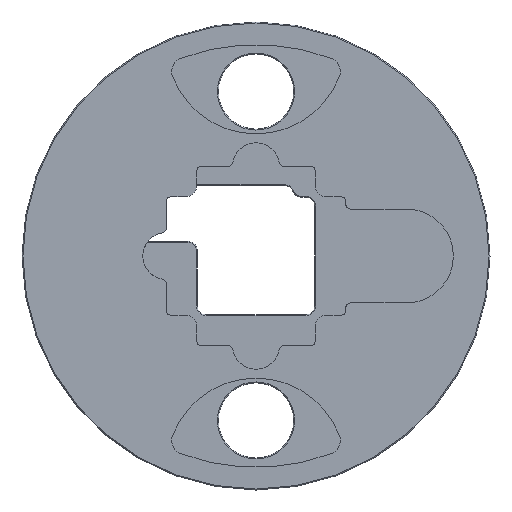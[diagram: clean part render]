
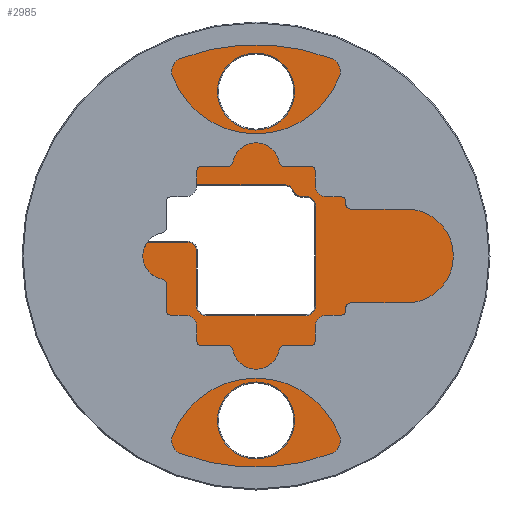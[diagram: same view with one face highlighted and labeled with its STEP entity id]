
A CAD part, front view. The second image highlights one B-rep face of the part: STEP entity #2985.
In plain terms, the highlighted planar face has unit normal (0, -1, 0).
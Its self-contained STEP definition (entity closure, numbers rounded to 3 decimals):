
#28=FACE_BOUND('',#447,.T.);
#29=FACE_BOUND('',#448,.T.);
#30=FACE_BOUND('',#449,.T.);
#31=FACE_BOUND('',#450,.T.);
#66=PLANE('',#3291);
#271=FACE_OUTER_BOUND('',#446,.T.);
#446=EDGE_LOOP('',(#2484));
#447=EDGE_LOOP('',(#2485));
#448=EDGE_LOOP('',(#2486,#2487,#2488,#2489,#2490,#2491,#2492,#2493,#2494,
#2495,#2496,#2497,#2498,#2499,#2500));
#449=EDGE_LOOP('',(#2501));
#450=EDGE_LOOP('',(#2502));
#648=CIRCLE('',#3289,7.2);
#650=CIRCLE('',#3292,46.7);
#651=CIRCLE('',#3293,8.2);
#652=CIRCLE('',#3294,1.2);
#653=CIRCLE('',#3295,1.2);
#654=CIRCLE('',#3296,2.2);
#655=CIRCLE('',#3297,1.8);
#656=CIRCLE('',#3298,2.2);
#657=CIRCLE('',#3299,2.2);
#658=CIRCLE('',#3300,2.2);
#659=CIRCLE('',#3301,1.8);
#660=CIRCLE('',#3302,8.2);
#875=LINE('',#4985,#1116);
#876=LINE('',#4989,#1117);
#877=LINE('',#4993,#1118);
#878=LINE('',#4999,#1119);
#879=LINE('',#5003,#1120);
#880=LINE('',#5007,#1121);
#881=LINE('',#5011,#1122);
#1116=VECTOR('',#4034,10.);
#1117=VECTOR('',#4037,10.);
#1118=VECTOR('',#4040,10.);
#1119=VECTOR('',#4045,10.);
#1120=VECTOR('',#4048,10.);
#1121=VECTOR('',#4051,10.);
#1122=VECTOR('',#4054,10.);
#1388=VERTEX_POINT('',#4973);
#1390=VERTEX_POINT('',#4979);
#1391=VERTEX_POINT('',#4981);
#1392=VERTEX_POINT('',#4983);
#1393=VERTEX_POINT('',#4984);
#1394=VERTEX_POINT('',#4986);
#1395=VERTEX_POINT('',#4988);
#1396=VERTEX_POINT('',#4990);
#1397=VERTEX_POINT('',#4992);
#1398=VERTEX_POINT('',#4994);
#1399=VERTEX_POINT('',#4996);
#1400=VERTEX_POINT('',#4998);
#1401=VERTEX_POINT('',#5000);
#1402=VERTEX_POINT('',#5002);
#1403=VERTEX_POINT('',#5004);
#1404=VERTEX_POINT('',#5006);
#1405=VERTEX_POINT('',#5008);
#1406=VERTEX_POINT('',#5010);
#1407=VERTEX_POINT('',#5013);
#1769=EDGE_CURVE('',#1388,#1388,#648,.T.);
#1772=EDGE_CURVE('',#1390,#1390,#650,.T.);
#1773=EDGE_CURVE('',#1391,#1391,#651,.T.);
#1774=EDGE_CURVE('',#1392,#1393,#875,.T.);
#1775=EDGE_CURVE('',#1394,#1392,#652,.T.);
#1776=EDGE_CURVE('',#1395,#1394,#876,.T.);
#1777=EDGE_CURVE('',#1396,#1395,#653,.T.);
#1778=EDGE_CURVE('',#1397,#1396,#877,.T.);
#1779=EDGE_CURVE('',#1398,#1397,#654,.T.);
#1780=EDGE_CURVE('',#1399,#1398,#655,.T.);
#1781=EDGE_CURVE('',#1400,#1399,#878,.T.);
#1782=EDGE_CURVE('',#1401,#1400,#656,.T.);
#1783=EDGE_CURVE('',#1402,#1401,#879,.T.);
#1784=EDGE_CURVE('',#1403,#1402,#657,.T.);
#1785=EDGE_CURVE('',#1404,#1403,#880,.T.);
#1786=EDGE_CURVE('',#1405,#1404,#658,.T.);
#1787=EDGE_CURVE('',#1406,#1405,#881,.T.);
#1788=EDGE_CURVE('',#1393,#1406,#659,.T.);
#1789=EDGE_CURVE('',#1407,#1407,#660,.T.);
#2484=ORIENTED_EDGE('',*,*,#1772,.F.);
#2485=ORIENTED_EDGE('',*,*,#1773,.F.);
#2486=ORIENTED_EDGE('',*,*,#1774,.F.);
#2487=ORIENTED_EDGE('',*,*,#1775,.F.);
#2488=ORIENTED_EDGE('',*,*,#1776,.F.);
#2489=ORIENTED_EDGE('',*,*,#1777,.F.);
#2490=ORIENTED_EDGE('',*,*,#1778,.F.);
#2491=ORIENTED_EDGE('',*,*,#1779,.F.);
#2492=ORIENTED_EDGE('',*,*,#1780,.F.);
#2493=ORIENTED_EDGE('',*,*,#1781,.F.);
#2494=ORIENTED_EDGE('',*,*,#1782,.F.);
#2495=ORIENTED_EDGE('',*,*,#1783,.F.);
#2496=ORIENTED_EDGE('',*,*,#1784,.F.);
#2497=ORIENTED_EDGE('',*,*,#1785,.F.);
#2498=ORIENTED_EDGE('',*,*,#1786,.F.);
#2499=ORIENTED_EDGE('',*,*,#1787,.F.);
#2500=ORIENTED_EDGE('',*,*,#1788,.F.);
#2501=ORIENTED_EDGE('',*,*,#1789,.F.);
#2502=ORIENTED_EDGE('',*,*,#1769,.F.);
#2985=ADVANCED_FACE('',(#271,#28,#29,#30,#31),#66,.F.);
#3289=AXIS2_PLACEMENT_3D('',#4974,#4023,#4024);
#3291=AXIS2_PLACEMENT_3D('',#4978,#4028,#4029);
#3292=AXIS2_PLACEMENT_3D('',#4980,#4030,#4031);
#3293=AXIS2_PLACEMENT_3D('',#4982,#4032,#4033);
#3294=AXIS2_PLACEMENT_3D('',#4987,#4035,#4036);
#3295=AXIS2_PLACEMENT_3D('',#4991,#4038,#4039);
#3296=AXIS2_PLACEMENT_3D('',#4995,#4041,#4042);
#3297=AXIS2_PLACEMENT_3D('',#4997,#4043,#4044);
#3298=AXIS2_PLACEMENT_3D('',#5001,#4046,#4047);
#3299=AXIS2_PLACEMENT_3D('',#5005,#4049,#4050);
#3300=AXIS2_PLACEMENT_3D('',#5009,#4052,#4053);
#3301=AXIS2_PLACEMENT_3D('',#5012,#4055,#4056);
#3302=AXIS2_PLACEMENT_3D('',#5014,#4057,#4058);
#4023=DIRECTION('center_axis',(0.,-1.,0.));
#4024=DIRECTION('ref_axis',(-1.,0.,0.));
#4028=DIRECTION('center_axis',(0.,1.,0.));
#4029=DIRECTION('ref_axis',(-1.,0.,0.));
#4030=DIRECTION('center_axis',(0.,1.,0.));
#4031=DIRECTION('ref_axis',(-1.,0.,0.));
#4032=DIRECTION('center_axis',(0.,-1.,0.));
#4033=DIRECTION('ref_axis',(-1.,0.,0.));
#4034=DIRECTION('',(1.,0.,0.));
#4035=DIRECTION('center_axis',(0.,-1.,0.));
#4036=DIRECTION('ref_axis',(-0.707,0.,-0.707));
#4037=DIRECTION('',(0.,0.,-1.));
#4038=DIRECTION('center_axis',(0.,-1.,0.));
#4039=DIRECTION('ref_axis',(-0.707,0.,0.707));
#4040=DIRECTION('',(-1.,0.,0.));
#4041=DIRECTION('center_axis',(0.,-1.,0.));
#4042=DIRECTION('ref_axis',(0.707,0.,0.707));
#4043=DIRECTION('center_axis',(0.,1.,0.));
#4044=DIRECTION('ref_axis',(0.,0.,-1.));
#4045=DIRECTION('',(-1.,0.,0.));
#4046=DIRECTION('center_axis',(0.,-1.,0.));
#4047=DIRECTION('ref_axis',(0.707,0.,0.707));
#4048=DIRECTION('',(0.,0.,1.));
#4049=DIRECTION('center_axis',(0.,-1.,0.));
#4050=DIRECTION('ref_axis',(0.707,0.,-0.707));
#4051=DIRECTION('',(1.,0.,0.));
#4052=DIRECTION('center_axis',(0.,-1.,0.));
#4053=DIRECTION('ref_axis',(-0.707,0.,-0.707));
#4054=DIRECTION('',(0.,0.,-1.));
#4055=DIRECTION('center_axis',(0.,1.,0.));
#4056=DIRECTION('ref_axis',(0.707,0.,0.707));
#4057=DIRECTION('center_axis',(0.,-1.,0.));
#4058=DIRECTION('ref_axis',(-1.,0.,0.));
#4973=CARTESIAN_POINT('',(-26.8,1.6,-10.));
#4974=CARTESIAN_POINT('Origin',(-34.,1.6,-10.));
#4978=CARTESIAN_POINT('Origin',(0.,1.6,0.));
#4979=CARTESIAN_POINT('',(46.7,1.6,0.));
#4980=CARTESIAN_POINT('Origin',(0.,1.6,0.));
#4981=CARTESIAN_POINT('',(8.2,1.6,-35.));
#4982=CARTESIAN_POINT('Origin',(0.,1.6,-35.));
#4983=CARTESIAN_POINT('',(-38.25,1.6,2.9));
#4984=CARTESIAN_POINT('',(-14.5,1.6,2.9));
#4985=CARTESIAN_POINT('',(-4.,1.6,2.9));
#4986=CARTESIAN_POINT('',(-39.45,1.6,4.1));
#4987=CARTESIAN_POINT('Origin',(-38.25,1.6,4.1));
#4988=CARTESIAN_POINT('',(-39.45,1.6,14.));
#4989=CARTESIAN_POINT('',(-39.45,1.6,1.55));
#4990=CARTESIAN_POINT('',(-38.25,1.6,15.2));
#4991=CARTESIAN_POINT('Origin',(-38.25,1.6,14.));
#4992=CARTESIAN_POINT('',(6.,1.6,15.2));
#4993=CARTESIAN_POINT('',(-19.625,1.6,15.2));
#4994=CARTESIAN_POINT('',(8.039,1.6,13.825));
#4995=CARTESIAN_POINT('Origin',(6.,1.6,13.));
#4996=CARTESIAN_POINT('',(9.708,1.6,12.7));
#4997=CARTESIAN_POINT('Origin',(9.708,1.6,14.5));
#4998=CARTESIAN_POINT('',(10.5,1.6,12.7));
#4999=CARTESIAN_POINT('',(6.25,1.6,12.7));
#5000=CARTESIAN_POINT('',(12.7,1.6,10.5));
#5001=CARTESIAN_POINT('Origin',(10.5,1.6,10.5));
#5002=CARTESIAN_POINT('',(12.7,1.6,-10.5));
#5003=CARTESIAN_POINT('',(12.7,1.6,-6.25));
#5004=CARTESIAN_POINT('',(10.5,1.6,-12.7));
#5005=CARTESIAN_POINT('Origin',(10.5,1.6,-10.5));
#5006=CARTESIAN_POINT('',(-10.5,1.6,-12.7));
#5007=CARTESIAN_POINT('',(-6.25,1.6,-12.7));
#5008=CARTESIAN_POINT('',(-12.7,1.6,-10.5));
#5009=CARTESIAN_POINT('Origin',(-10.5,1.6,-10.5));
#5010=CARTESIAN_POINT('',(-12.7,1.6,1.1));
#5011=CARTESIAN_POINT('',(-12.7,1.6,6.25));
#5012=CARTESIAN_POINT('Origin',(-14.5,1.6,1.1));
#5013=CARTESIAN_POINT('',(8.2,1.6,35.));
#5014=CARTESIAN_POINT('Origin',(0.,1.6,35.));
